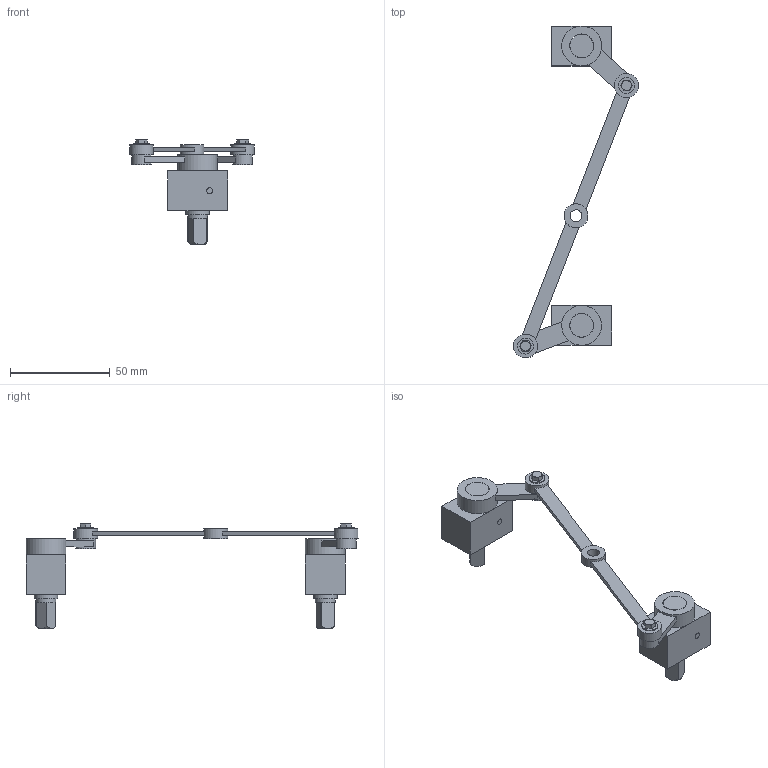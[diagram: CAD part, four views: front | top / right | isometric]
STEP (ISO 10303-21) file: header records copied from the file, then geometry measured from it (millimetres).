
FILE_DESCRIPTION(/* description */ (''),/* implementation_level */ '2;1');
FILE_NAME(/* name */ 'Assembly2test.stp',/* time_stamp */ '2021-09-25T10:01:03+07:00',/* author */ ('admin'),/* organization */ (''),/* preprocessor_version */ 'ST-DEVELOPER v16.5',/* originating_system */ 'Autodesk Inventor 2017',/* authorisation */ '');
FILE_SCHEMA (('AUTOMOTIVE_DESIGN { 1 0 10303 214 3 1 1 }'));
Length unit declared in the file: millimetre
Products named in the file (6): Assembly1; Conrod; Bearing10; Crank; Conrod_1; Bolt3W
Assembly tree (9 placements, depth 2):
  Assembly1
    Conrod  x2
    Bearing10  x2
    Crank  x2
    Conrod_1
    Bolt3W  x2
Bounding box: 62.6 x 166.37 x 52.75 mm (x, y, z)
Volume: 35886.5 mm3; surface area: 19463.7 mm2
Topology: 11 solids, 11 shells, 134 faces, 296 edges, 191 vertices
Faces by surface type: plane 90, cylinder 30, cone 12, torus 2
Full cylindrical faces by diameter (mm): 3 x6, 6 x5, 8 x2, 10 x4, 11.8 x4, 12 x7, 20 x2
Entity records: 2206 total; most frequent: CARTESIAN_POINT 399, DIRECTION 366, ORIENTED_EDGE 272, AXIS2_PLACEMENT_3D 153, EDGE_CURVE 136, EDGE_LOOP 122, VERTEX_POINT 102, FACE_OUTER_BOUND 77
